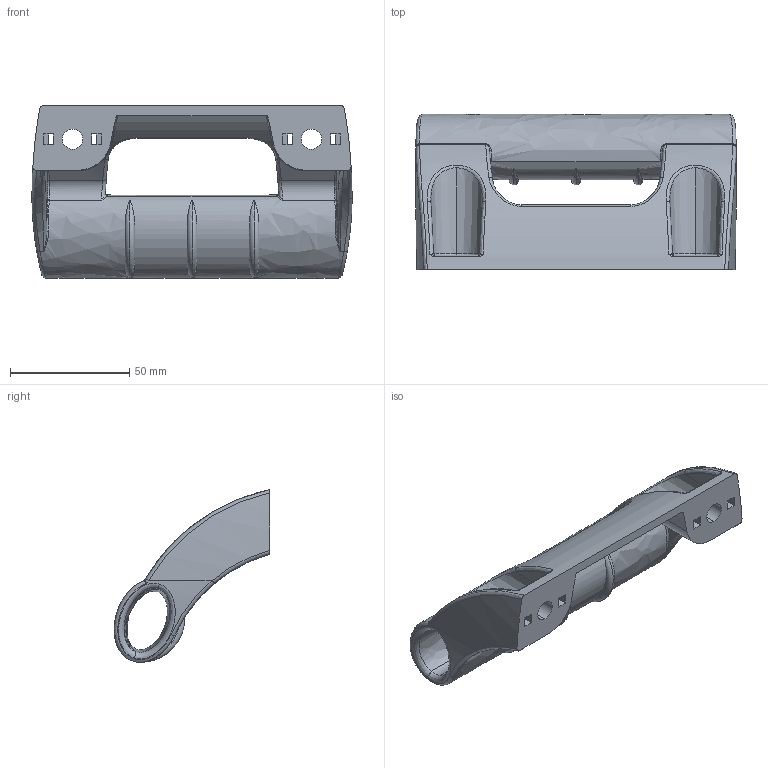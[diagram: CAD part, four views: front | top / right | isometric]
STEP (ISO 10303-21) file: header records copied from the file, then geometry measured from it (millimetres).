
FILE_DESCRIPTION(('STEP AP214'),'1');
FILE_NAME('fath_092009.stp','2017-05-26T08:02:42',('TraceParts'),('TraceParts S.A.'),'Spatial InterOp 3D',' ',' ');
FILE_SCHEMA(('automotive_design'));
Length unit declared in the file: millimetre
Products named in the file (1): fath_092009
Bounding box: 134 x 65.18 x 72.21 mm (x, y, z)
Volume: 94358.3 mm3; surface area: 41908 mm2
Topology: 1 solids, 1 shells, 174 faces, 453 edges, 270 vertices
Faces by surface type: bspline 81, plane 41, cylinder 36, torus 10, cone 4, sphere 2
Entity records: 11162 total; most frequent: CARTESIAN_POINT 7626, ORIENTED_EDGE 886, DIRECTION 529, EDGE_CURVE 443, VERTEX_POINT 270, AXIS2_PLACEMENT_3D 200, EDGE_LOOP 189, B_SPLINE_CURVE_WITH_KNOTS 176
